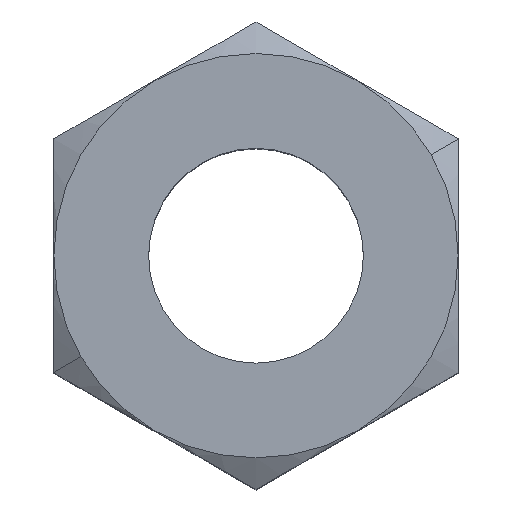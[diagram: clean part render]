
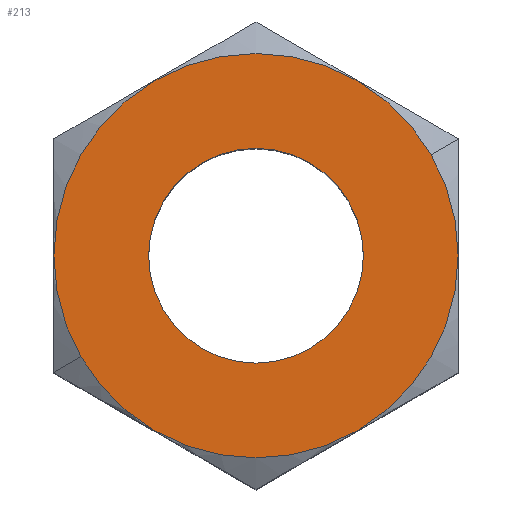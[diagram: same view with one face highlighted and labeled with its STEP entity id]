
A CAD part, top view. The second image highlights one B-rep face of the part: STEP entity #213.
In plain terms, the highlighted planar face has unit normal (0, 0, 1).
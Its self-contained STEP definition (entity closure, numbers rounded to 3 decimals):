
#123=VERTEX_POINT('',#298);
#145=VERTEX_POINT('',#321);
#149=EDGE_CURVE('',#145,#163,#325,.T.);
#163=VERTEX_POINT('',#342);
#177=EDGE_CURVE('',#123,#239,#356,.T.);
#197=EDGE_CURVE('',#239,#123,#378,.T.);
#213=ADVANCED_FACE('',(#396,#397),#398,.T.);
#239=VERTEX_POINT('',#429);
#251=EDGE_CURVE('',#163,#145,#441,.T.);
#298=CARTESIAN_POINT('',(6.928,4.,15.0));
#321=CARTESIAN_POINT('',(0.0,4.25,15.0));
#325=CIRCLE('',#579,4.25);
#342=CARTESIAN_POINT('',(0.,-4.25,15.0));
#356=CIRCLE('',#649,8.);
#378=CIRCLE('',#697,8.);
#396=FACE_BOUND('',#720,.T.);
#397=FACE_OUTER_BOUND('',#721,.T.);
#398=PLANE('',#722);
#429=CARTESIAN_POINT('',(-6.928,-4.,15.0));
#441=CIRCLE('',#846,4.25);
#579=AXIS2_PLACEMENT_3D('',#913,#914,#915);
#649=AXIS2_PLACEMENT_3D('',#948,#949,#950);
#697=AXIS2_PLACEMENT_3D('',#969,#970,#971);
#720=EDGE_LOOP('',(#996,#997));
#721=EDGE_LOOP('',(#998,#999));
#722=AXIS2_PLACEMENT_3D('',#1000,#1001,#1002);
#846=AXIS2_PLACEMENT_3D('',#1043,#1044,#1045);
#913=CARTESIAN_POINT('',(0.0,0.0,15.0));
#914=DIRECTION('',(0.0,0.0,-1.0));
#915=DIRECTION('',(0.0,-1.0,0.0));
#948=CARTESIAN_POINT('',(0.,0.,15.0));
#949=DIRECTION('',(0.0,0.0,1.0));
#950=DIRECTION('',(-0.866,-0.5,0.0));
#969=CARTESIAN_POINT('',(0.,0.,15.0));
#970=DIRECTION('',(0.0,0.0,1.0));
#971=DIRECTION('',(-0.866,-0.5,0.0));
#996=ORIENTED_EDGE('',*,*,#149,.T.);
#997=ORIENTED_EDGE('',*,*,#251,.T.);
#998=ORIENTED_EDGE('',*,*,#177,.T.);
#999=ORIENTED_EDGE('',*,*,#197,.T.);
#1000=CARTESIAN_POINT('',(0.0,0.0,15.0));
#1001=DIRECTION('',(0.0,0.0,1.0));
#1002=DIRECTION('',(0.0,-1.0,0.0));
#1043=CARTESIAN_POINT('',(0.0,0.0,15.0));
#1044=DIRECTION('',(0.0,0.0,-1.0));
#1045=DIRECTION('',(0.0,-1.0,0.0));
